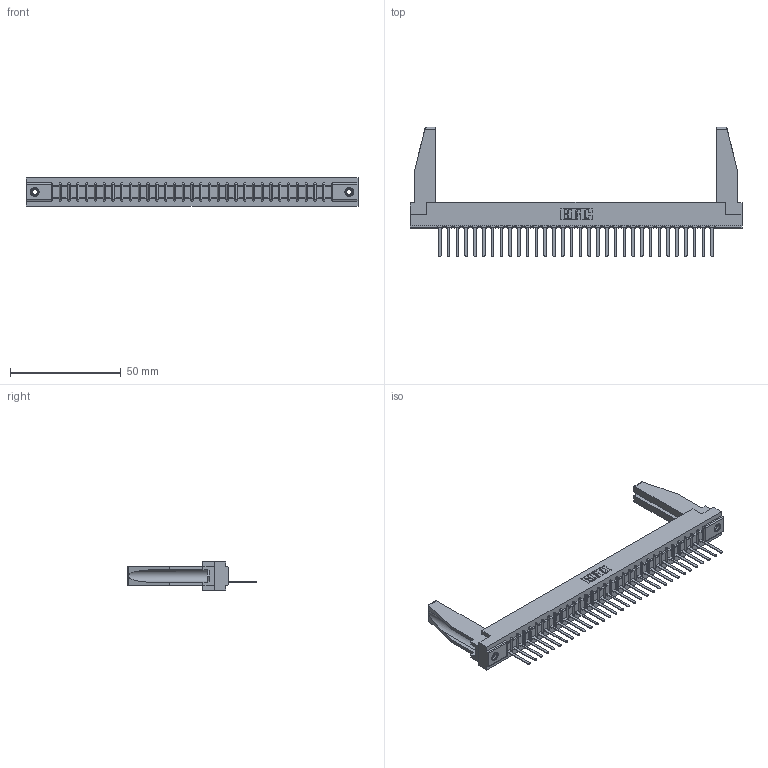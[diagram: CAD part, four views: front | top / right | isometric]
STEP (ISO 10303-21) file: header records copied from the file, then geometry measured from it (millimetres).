
FILE_DESCRIPTION (( 'STEP AP203' ), '1' );
FILE_NAME ('357-032-441-178.STEP', '2020-10-02T06:03:39', ( '' ), ( '' ), 'SwSTEP 2.0', 'SolidWorks 2020', '' );
FILE_SCHEMA (( 'CONFIG_CONTROL_DESIGN' ));
Length unit declared in the file: inch
Products named in the file (5): 307 Part_.156 Dia Mounting Holes; 307-290-002_541; 345-250-001_345-250-001-102; 307-220-078; 357-032-441-178
Assembly tree (37 placements, depth 2):
  357-032-441-178
    307 Part_.156 Dia Mounting Holes
    307-290-002_541  x32
    307-220-078  x2
    345-250-001_345-250-001-102  x2
Bounding box: 149.81 x 58.29 x 12.7 mm (x, y, z)
Volume: 20040.5 mm3; surface area: 24364.7 mm2
Topology: 37 solids, 37 shells, 2649 faces, 8077 edges, 5286 vertices
Faces by surface type: plane 1594, cylinder 973, sphere 66, cone 12, torus 4
Entity records: 31823 total; most frequent: CARTESIAN_POINT 5366, ORIENTED_EDGE 5312, DIRECTION 5174, EDGE_CURVE 2656, LINE 2034, VECTOR 2034, VERTEX_POINT 1720, AXIS2_PLACEMENT_3D 1570
